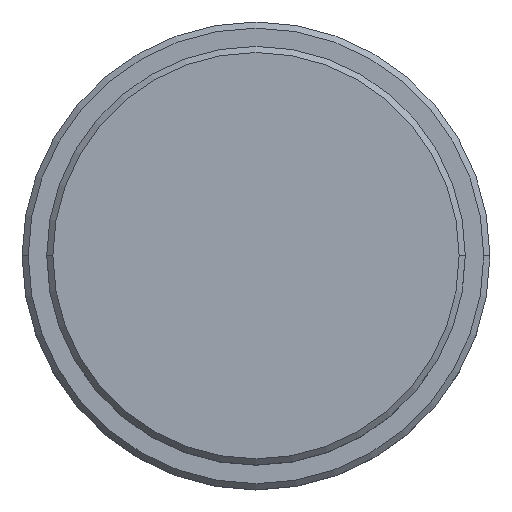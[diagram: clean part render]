
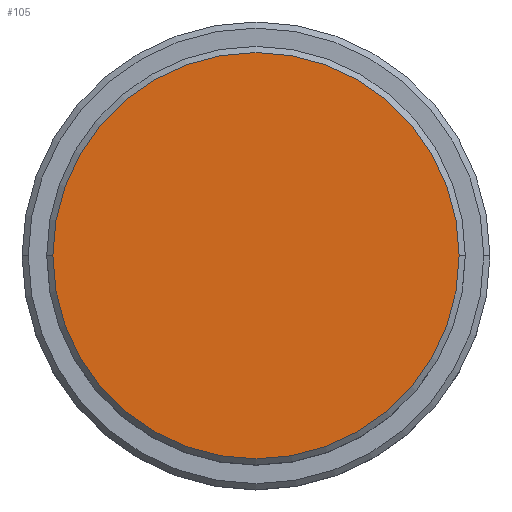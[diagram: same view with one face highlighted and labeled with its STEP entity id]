
A CAD part, top view. The second image highlights one B-rep face of the part: STEP entity #105.
In plain terms, the highlighted planar face has unit normal (0, 0, 1).
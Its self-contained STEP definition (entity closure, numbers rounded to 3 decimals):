
#55 = DIRECTION ( 'NONE',  ( 1., 0., 0. ) ) ;
#65 = ORIENTED_EDGE ( 'NONE', *, *, #856, .T. ) ;
#103 = EDGE_LOOP ( 'NONE', ( #772, #65 ) ) ;
#105 = ADVANCED_FACE ( 'NONE', ( #809 ), #1262, .T. ) ;
#154 = AXIS2_PLACEMENT_3D ( 'NONE', #1277, #604, #55 ) ;
#267 = CARTESIAN_POINT ( 'NONE',  ( 0., 0., 0. ) ) ;
#355 = CARTESIAN_POINT ( 'NONE',  ( -16.5, 0., 0. ) ) ;
#391 = DIRECTION ( 'NONE',  ( 0., 0., 1. ) ) ;
#472 = AXIS2_PLACEMENT_3D ( 'NONE', #267, #391, #1374 ) ;
#537 = CARTESIAN_POINT ( 'NONE',  ( 0., 0., 0. ) ) ;
#555 = CARTESIAN_POINT ( 'NONE',  ( 16.5, 0., 0. ) ) ;
#604 = DIRECTION ( 'NONE',  ( 0., 0., 1. ) ) ;
#633 = EDGE_CURVE ( 'NONE', #1135, #768, #638, .T. ) ;
#638 = CIRCLE ( 'NONE', #1221, 16.5 ) ;
#685 = CIRCLE ( 'NONE', #154, 16.5 ) ;
#768 = VERTEX_POINT ( 'NONE', #555 ) ;
#772 = ORIENTED_EDGE ( 'NONE', *, *, #633, .T. ) ;
#773 = DIRECTION ( 'NONE',  ( 1., 0., 0. ) ) ;
#809 = FACE_OUTER_BOUND ( 'NONE', #103, .T. ) ;
#856 = EDGE_CURVE ( 'NONE', #768, #1135, #685, .T. ) ;
#1135 = VERTEX_POINT ( 'NONE', #355 ) ;
#1221 = AXIS2_PLACEMENT_3D ( 'NONE', #537, #1402, #773 ) ;
#1262 = PLANE ( 'NONE',  #472 ) ;
#1277 = CARTESIAN_POINT ( 'NONE',  ( 0., 0., 0. ) ) ;
#1374 = DIRECTION ( 'NONE',  ( 1., 0., 0. ) ) ;
#1402 = DIRECTION ( 'NONE',  ( 0., 0., 1. ) ) ;
